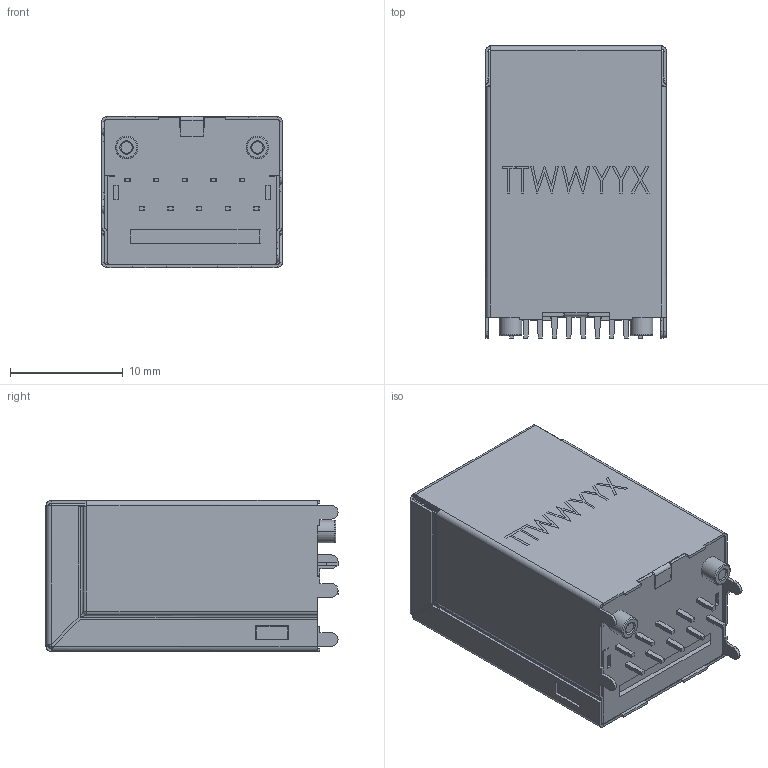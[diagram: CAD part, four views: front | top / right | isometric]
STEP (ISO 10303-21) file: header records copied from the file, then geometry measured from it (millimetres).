
FILE_DESCRIPTION (( 'STEP AP203' ), '1' );
FILE_NAME ('Customer-BB1045A07(82-00479).STEP', '2020-05-26T12:23:42', ( '' ), ( '' ), 'SwSTEP 2.0', 'SolidWorks 2018', '' );
FILE_SCHEMA (( 'CONFIG_CONTROL_DESIGN' ));
Length unit declared in the file: millimetre
Products named in the file (1): Customer-BB1045A07(82-00479)
Bounding box: 16.02 x 25.9 x 13.4 mm (x, y, z)
Volume: 4936.2 mm3; surface area: 3270.1 mm2
Topology: 1 solids, 1 shells, 565 faces, 1477 edges, 918 vertices
Faces by surface type: plane 443, cylinder 90, torus 14, bspline 12, sphere 6
Entity records: 17216 total; most frequent: CARTESIAN_POINT 3377, ORIENTED_EDGE 2926, DIRECTION 2721, EDGE_CURVE 1463, LINE 1241, VECTOR 1241, VERTEX_POINT 918, AXIS2_PLACEMENT_3D 740
